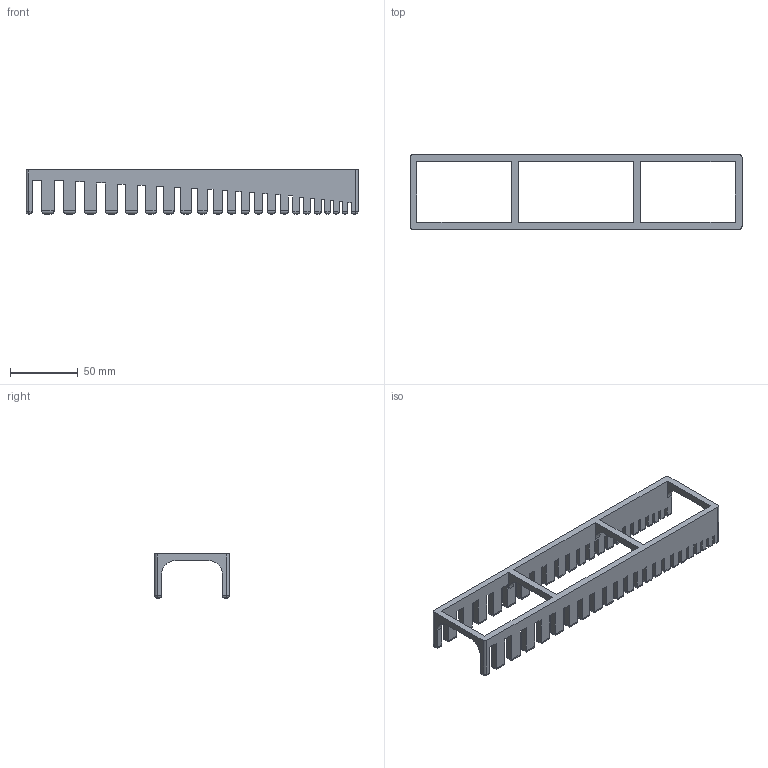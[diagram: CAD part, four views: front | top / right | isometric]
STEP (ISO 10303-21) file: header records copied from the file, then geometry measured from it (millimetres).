
FILE_DESCRIPTION(/* description */ (''),/* implementation_level */ '2;1');
FILE_NAME(/* name */ 'wrench holder v.step',/* time_stamp */ '2022-06-13T21:18:01+02:00',/* author */ (''),/* organization */ (''),/* preprocessor_version */ 'ST-DEVELOPER v19',/* originating_system */ 'Autodesk Translation Framework v11.7.0.108',/* authorisation */ '');
FILE_SCHEMA (('AUTOMOTIVE_DESIGN { 1 0 10303 214 3 1 1 }'));
Length unit declared in the file: millimetre
Products named in the file (1): wrench holder
Bounding box: 245 x 55 x 32.5 mm (x, y, z)
Volume: 66345.8 mm3; surface area: 40169.9 mm2
Topology: 1 solids, 1 shells, 397 faces, 1004 edges, 606 vertices
Faces by surface type: plane 197, cylinder 196, sphere 2, bspline 2
Entity records: 11686 total; most frequent: CARTESIAN_POINT 2024, DIRECTION 2011, ORIENTED_EDGE 2008, EDGE_CURVE 1004, LINE 789, VECTOR 789, AXIS2_PLACEMENT_3D 611, VERTEX_POINT 606
